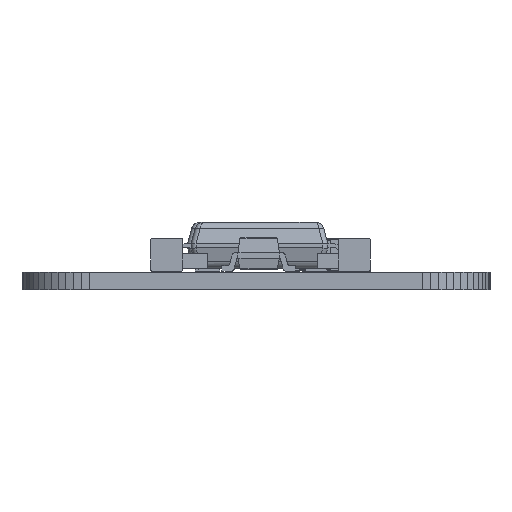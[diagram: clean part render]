
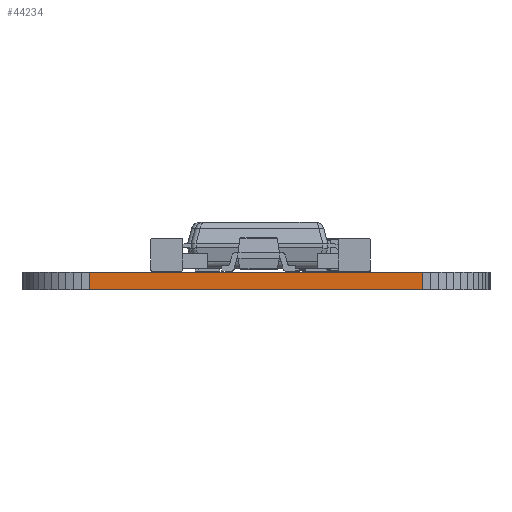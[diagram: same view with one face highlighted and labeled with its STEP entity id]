
A CAD part, front view. The second image highlights one B-rep face of the part: STEP entity #44234.
In plain terms, the highlighted planar face has unit normal (0, -1, 0).
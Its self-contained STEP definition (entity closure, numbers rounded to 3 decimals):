
#36353 = PLANE('',#36354);
#36354 = AXIS2_PLACEMENT_3D('',#36355,#36356,#36357);
#36355 = CARTESIAN_POINT('',(7.62,-34.29,0.68));
#36356 = DIRECTION('',(-0.,-0.,-1.));
#36357 = DIRECTION('',(-1.,0.,0.));
#36407 = PLANE('',#36408);
#36408 = AXIS2_PLACEMENT_3D('',#36409,#36410,#36411);
#36409 = CARTESIAN_POINT('',(7.62,-34.29,0.));
#36410 = DIRECTION('',(-0.,-0.,-1.));
#36411 = DIRECTION('',(-1.,0.,0.));
#37216 = VERTEX_POINT('',#37217);
#37217 = CARTESIAN_POINT('',(14.072,-71.194,0.));
#37231 = PLANE('',#37232);
#37232 = AXIS2_PLACEMENT_3D('',#37233,#37234,#37235);
#37233 = CARTESIAN_POINT('',(14.387,-71.175,0.));
#37234 = DIRECTION('',(0.06,-0.998,0.));
#37235 = DIRECTION('',(-0.998,-0.06,0.));
#37243 = EDGE_CURVE('',#37216,#37244,#37246,.T.);
#37244 = VERTEX_POINT('',#37245);
#37245 = CARTESIAN_POINT('',(1.168,-71.194,0.));
#37246 = SURFACE_CURVE('',#37247,(#37251,#37258),.PCURVE_S1.);
#37247 = LINE('',#37248,#37249);
#37248 = CARTESIAN_POINT('',(14.072,-71.194,0.));
#37249 = VECTOR('',#37250,1.);
#37250 = DIRECTION('',(-1.,0.,0.));
#37251 = PCURVE('',#36407,#37252);
#37252 = DEFINITIONAL_REPRESENTATION('',(#37253),#37257);
#37253 = LINE('',#37254,#37255);
#37254 = CARTESIAN_POINT('',(-6.452,-36.904));
#37255 = VECTOR('',#37256,1.);
#37256 = DIRECTION('',(1.,0.));
#37257 = ( GEOMETRIC_REPRESENTATION_CONTEXT(2) 
PARAMETRIC_REPRESENTATION_CONTEXT() REPRESENTATION_CONTEXT('2D SPACE',''
  ) );
#37258 = PCURVE('',#37259,#37264);
#37259 = PLANE('',#37260);
#37260 = AXIS2_PLACEMENT_3D('',#37261,#37262,#37263);
#37261 = CARTESIAN_POINT('',(14.072,-71.194,0.));
#37262 = DIRECTION('',(0.,-1.,0.));
#37263 = DIRECTION('',(-1.,0.,0.));
#37264 = DEFINITIONAL_REPRESENTATION('',(#37265),#37269);
#37265 = LINE('',#37266,#37267);
#37266 = CARTESIAN_POINT('',(0.,-0.));
#37267 = VECTOR('',#37268,1.);
#37268 = DIRECTION('',(1.,0.));
#37269 = ( GEOMETRIC_REPRESENTATION_CONTEXT(2) 
PARAMETRIC_REPRESENTATION_CONTEXT() REPRESENTATION_CONTEXT('2D SPACE',''
  ) );
#37287 = PLANE('',#37288);
#37288 = AXIS2_PLACEMENT_3D('',#37289,#37290,#37291);
#37289 = CARTESIAN_POINT('',(1.168,-71.194,0.));
#37290 = DIRECTION('',(-0.06,-0.998,0.));
#37291 = DIRECTION('',(-0.998,0.06,0.));
#40544 = VERTEX_POINT('',#40545);
#40545 = CARTESIAN_POINT('',(14.072,-71.194,0.68));
#40566 = EDGE_CURVE('',#40544,#40567,#40569,.T.);
#40567 = VERTEX_POINT('',#40568);
#40568 = CARTESIAN_POINT('',(1.168,-71.194,0.68));
#40569 = SURFACE_CURVE('',#40570,(#40574,#40581),.PCURVE_S1.);
#40570 = LINE('',#40571,#40572);
#40571 = CARTESIAN_POINT('',(14.072,-71.194,0.68));
#40572 = VECTOR('',#40573,1.);
#40573 = DIRECTION('',(-1.,0.,0.));
#40574 = PCURVE('',#36353,#40575);
#40575 = DEFINITIONAL_REPRESENTATION('',(#40576),#40580);
#40576 = LINE('',#40577,#40578);
#40577 = CARTESIAN_POINT('',(-6.452,-36.904));
#40578 = VECTOR('',#40579,1.);
#40579 = DIRECTION('',(1.,0.));
#40580 = ( GEOMETRIC_REPRESENTATION_CONTEXT(2) 
PARAMETRIC_REPRESENTATION_CONTEXT() REPRESENTATION_CONTEXT('2D SPACE',''
  ) );
#40581 = PCURVE('',#37259,#40582);
#40582 = DEFINITIONAL_REPRESENTATION('',(#40583),#40587);
#40583 = LINE('',#40584,#40585);
#40584 = CARTESIAN_POINT('',(0.,-0.68));
#40585 = VECTOR('',#40586,1.);
#40586 = DIRECTION('',(1.,0.));
#40587 = ( GEOMETRIC_REPRESENTATION_CONTEXT(2) 
PARAMETRIC_REPRESENTATION_CONTEXT() REPRESENTATION_CONTEXT('2D SPACE',''
  ) );
#44186 = EDGE_CURVE('',#37216,#40544,#44187,.T.);
#44187 = SURFACE_CURVE('',#44188,(#44192,#44199),.PCURVE_S1.);
#44188 = LINE('',#44189,#44190);
#44189 = CARTESIAN_POINT('',(14.072,-71.194,0.));
#44190 = VECTOR('',#44191,1.);
#44191 = DIRECTION('',(0.,0.,1.));
#44192 = PCURVE('',#37231,#44193);
#44193 = DEFINITIONAL_REPRESENTATION('',(#44194),#44198);
#44194 = LINE('',#44195,#44196);
#44195 = CARTESIAN_POINT('',(0.316,0.));
#44196 = VECTOR('',#44197,1.);
#44197 = DIRECTION('',(0.,-1.));
#44198 = ( GEOMETRIC_REPRESENTATION_CONTEXT(2) 
PARAMETRIC_REPRESENTATION_CONTEXT() REPRESENTATION_CONTEXT('2D SPACE',''
  ) );
#44199 = PCURVE('',#37259,#44200);
#44200 = DEFINITIONAL_REPRESENTATION('',(#44201),#44205);
#44201 = LINE('',#44202,#44203);
#44202 = CARTESIAN_POINT('',(0.,-0.));
#44203 = VECTOR('',#44204,1.);
#44204 = DIRECTION('',(0.,-1.));
#44205 = ( GEOMETRIC_REPRESENTATION_CONTEXT(2) 
PARAMETRIC_REPRESENTATION_CONTEXT() REPRESENTATION_CONTEXT('2D SPACE',''
  ) );
#44234 = ADVANCED_FACE('',(#44235),#37259,.T.);
#44235 = FACE_BOUND('',#44236,.T.);
#44236 = EDGE_LOOP('',(#44237,#44238,#44239,#44260));
#44237 = ORIENTED_EDGE('',*,*,#44186,.T.);
#44238 = ORIENTED_EDGE('',*,*,#40566,.T.);
#44239 = ORIENTED_EDGE('',*,*,#44240,.F.);
#44240 = EDGE_CURVE('',#37244,#40567,#44241,.T.);
#44241 = SURFACE_CURVE('',#44242,(#44246,#44253),.PCURVE_S1.);
#44242 = LINE('',#44243,#44244);
#44243 = CARTESIAN_POINT('',(1.168,-71.194,0.));
#44244 = VECTOR('',#44245,1.);
#44245 = DIRECTION('',(0.,0.,1.));
#44246 = PCURVE('',#37259,#44247);
#44247 = DEFINITIONAL_REPRESENTATION('',(#44248),#44252);
#44248 = LINE('',#44249,#44250);
#44249 = CARTESIAN_POINT('',(12.903,0.));
#44250 = VECTOR('',#44251,1.);
#44251 = DIRECTION('',(0.,-1.));
#44252 = ( GEOMETRIC_REPRESENTATION_CONTEXT(2) 
PARAMETRIC_REPRESENTATION_CONTEXT() REPRESENTATION_CONTEXT('2D SPACE',''
  ) );
#44253 = PCURVE('',#37287,#44254);
#44254 = DEFINITIONAL_REPRESENTATION('',(#44255),#44259);
#44255 = LINE('',#44256,#44257);
#44256 = CARTESIAN_POINT('',(0.,0.));
#44257 = VECTOR('',#44258,1.);
#44258 = DIRECTION('',(0.,-1.));
#44259 = ( GEOMETRIC_REPRESENTATION_CONTEXT(2) 
PARAMETRIC_REPRESENTATION_CONTEXT() REPRESENTATION_CONTEXT('2D SPACE',''
  ) );
#44260 = ORIENTED_EDGE('',*,*,#37243,.F.);
